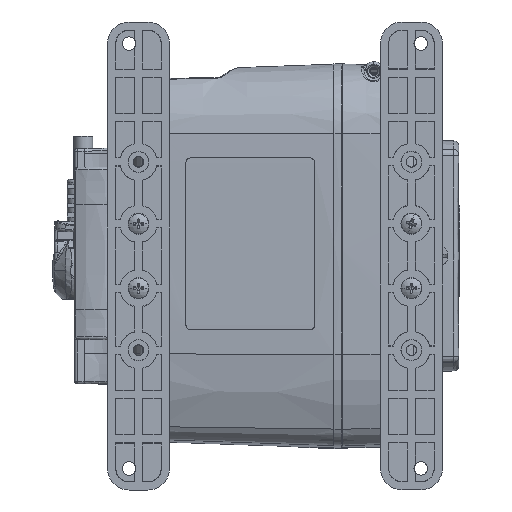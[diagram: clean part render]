
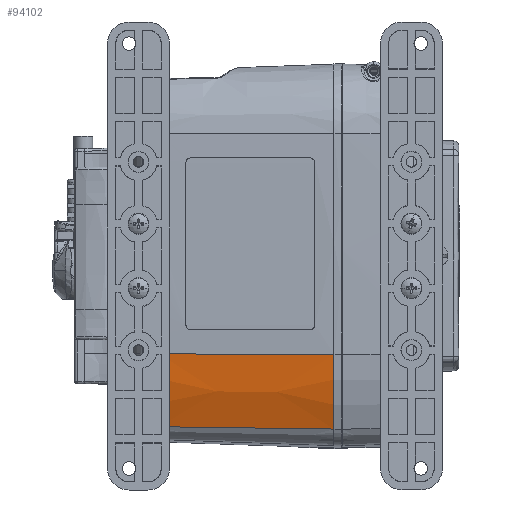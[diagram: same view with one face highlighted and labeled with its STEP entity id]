
A CAD part, front view. The second image highlights one B-rep face of the part: STEP entity #94102.
In plain terms, the highlighted conical face has half-angle 2 degrees and reference radius 77.634 mm.
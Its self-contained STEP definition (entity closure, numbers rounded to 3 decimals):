
#1148 = DIRECTION ( 'NONE',  ( 0., 0., -1. ) ) ;
#3882 = CARTESIAN_POINT ( 'NONE',  ( 22.2, -45.354, 52.003 ) ) ;
#4991 = VERTEX_POINT ( 'NONE', #67072 ) ;
#15104 = CARTESIAN_POINT ( 'NONE',  ( -42.761, -37.387, 25.006 ) ) ;
#32975 = VERTEX_POINT ( 'NONE', #15104 ) ;
#36173 = VERTEX_POINT ( 'NONE', #169441 ) ;
#42683 = CARTESIAN_POINT ( 'NONE',  ( -42.761, -43.086, 52.067 ) ) ;
#43404 = EDGE_CURVE ( 'NONE', #36173, #142345, #171733, .T. ) ;
#45746 = CARTESIAN_POINT ( 'NONE',  ( 22.2, -39.488, 24.151 ) ) ;
#51900 = EDGE_CURVE ( 'NONE', #4991, #36173, #96413, .T. ) ;
#64633 = DIRECTION ( 'NONE',  ( -1., 0., 0. ) ) ;
#67072 = CARTESIAN_POINT ( 'NONE',  ( 22.2, -39.488, 24.151 ) ) ;
#74050 = CARTESIAN_POINT ( 'NONE',  ( 22.2, -42.689, 33.147 ) ) ;
#76130 = ORIENTED_EDGE ( 'NONE', *, *, #129123, .F. ) ;
#80686 = AXIS2_PLACEMENT_3D ( 'NONE', #127972, #113722, #1148 ) ;
#87939 = VECTOR ( 'NONE', #107762, 1000. ) ;
#88171 = CARTESIAN_POINT ( 'NONE',  ( 22.2, -45.218, 47.235 ) ) ;
#88721 = EDGE_CURVE ( 'NONE', #4991, #32975, #109787, .T. ) ;
#93564 = CONICAL_SURFACE ( 'NONE', #80686, 77.634, 0.035 ) ;
#94102 = ADVANCED_FACE ( 'NONE', ( #111222 ), #93564, .T. ) ;
#96413 = B_SPLINE_CURVE_WITH_KNOTS ( 'NONE', 3,
 ( #45746, #130115, #74050, #172582, #88171, #3882 ),
 .UNSPECIFIED., .F., .F.,
 ( 4, 2, 4 ),
 ( 0., 0.5, 1. ),
 .UNSPECIFIED. ) ;
#101538 = EDGE_LOOP ( 'NONE', ( #156228, #76130, #170284, #162310 ) ) ;
#107762 = DIRECTION ( 'NONE',  ( -0.999, 0.035, 0.001 ) ) ;
#108267 = DIRECTION ( 'NONE',  ( -0.999, 0.032, 0.013 ) ) ;
#109787 = LINE ( 'NONE', #150887, #180393 ) ;
#111222 = FACE_OUTER_BOUND ( 'NONE', #101538, .T. ) ;
#113722 = DIRECTION ( 'NONE',  ( 1., 0., 0. ) ) ;
#127972 = CARTESIAN_POINT ( 'NONE',  ( -42.761, 34.516, 54.279 ) ) ;
#129123 = EDGE_CURVE ( 'NONE', #32975, #142345, #173977, .T. ) ;
#130115 = CARTESIAN_POINT ( 'NONE',  ( 22.2, -41.287, 28.568 ) ) ;
#142345 = VERTEX_POINT ( 'NONE', #42683 ) ;
#149040 = CARTESIAN_POINT ( 'NONE',  ( -42.761, 34.516, 54.279 ) ) ;
#150887 = CARTESIAN_POINT ( 'NONE',  ( -10.281, -38.438, 24.578 ) ) ;
#150985 = CARTESIAN_POINT ( 'NONE',  ( -10.281, -44.22, 52.035 ) ) ;
#156205 = AXIS2_PLACEMENT_3D ( 'NONE', #149040, #64633, #163215 ) ;
#156228 = ORIENTED_EDGE ( 'NONE', *, *, #43404, .T. ) ;
#162310 = ORIENTED_EDGE ( 'NONE', *, *, #51900, .T. ) ;
#163215 = DIRECTION ( 'NONE',  ( 0., 0., -1. ) ) ;
#169441 = CARTESIAN_POINT ( 'NONE',  ( 22.2, -45.354, 52.003 ) ) ;
#170284 = ORIENTED_EDGE ( 'NONE', *, *, #88721, .F. ) ;
#171733 = LINE ( 'NONE', #150985, #87939 ) ;
#172582 = CARTESIAN_POINT ( 'NONE',  ( 22.2, -44.654, 42.48 ) ) ;
#173977 = CIRCLE ( 'NONE', #156205, 77.634 ) ;
#180393 = VECTOR ( 'NONE', #108267, 1000. ) ;
